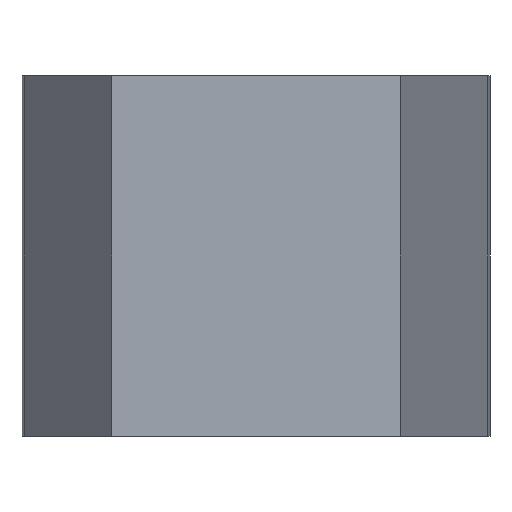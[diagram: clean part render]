
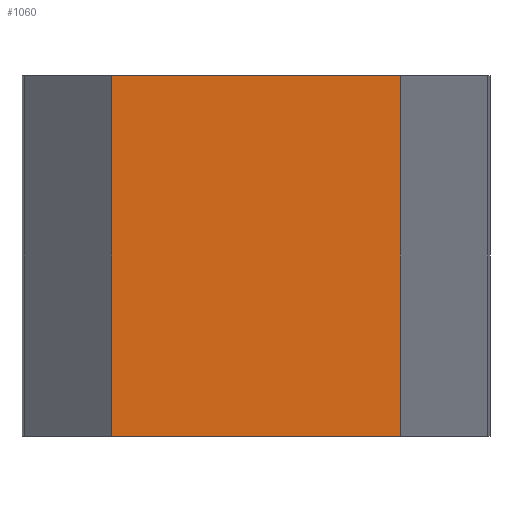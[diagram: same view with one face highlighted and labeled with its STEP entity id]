
A CAD part, left-side view. The second image highlights one B-rep face of the part: STEP entity #1060.
In plain terms, the highlighted planar face has unit normal (-1, 0, 0).
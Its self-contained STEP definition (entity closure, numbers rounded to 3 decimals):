
#14 = VERTEX_POINT ( 'NONE', #69 ) ;
#47 = DIRECTION ( 'NONE',  ( 0., -1., 0. ) ) ;
#69 = CARTESIAN_POINT ( 'NONE',  ( -184.256, -40., 50. ) ) ;
#81 = DIRECTION ( 'NONE',  ( 0., -1., 0. ) ) ;
#102 = FACE_OUTER_BOUND ( 'NONE', #1009, .T. ) ;
#168 = VECTOR ( 'NONE', #81, 1000. ) ;
#183 = CARTESIAN_POINT ( 'NONE',  ( -184.256, 40., 50. ) ) ;
#199 = CARTESIAN_POINT ( 'NONE',  ( -184.256, -40., 50. ) ) ;
#211 = ORIENTED_EDGE ( 'NONE', *, *, #223, .F. ) ;
#223 = EDGE_CURVE ( 'NONE', #14, #1226, #565, .T. ) ;
#230 = CARTESIAN_POINT ( 'NONE',  ( -184.256, 40., -50. ) ) ;
#319 = CARTESIAN_POINT ( 'NONE',  ( -184.256, -40., -50. ) ) ;
#345 = CARTESIAN_POINT ( 'NONE',  ( -184.256, 40., 50. ) ) ;
#353 = VERTEX_POINT ( 'NONE', #183 ) ;
#446 = PLANE ( 'NONE',  #1072 ) ;
#565 = LINE ( 'NONE', #199, #883 ) ;
#567 = EDGE_CURVE ( 'NONE', #353, #1211, #1159, .T. ) ;
#568 = CARTESIAN_POINT ( 'NONE',  ( -184.256, 40., 50. ) ) ;
#652 = CARTESIAN_POINT ( 'NONE',  ( -184.256, 40., -50. ) ) ;
#675 = ORIENTED_EDGE ( 'NONE', *, *, #567, .T. ) ;
#744 = DIRECTION ( 'NONE',  ( 0., 1., 0. ) ) ;
#792 = VECTOR ( 'NONE', #832, 1000. ) ;
#793 = EDGE_CURVE ( 'NONE', #1211, #1226, #1101, .T. ) ;
#799 = ORIENTED_EDGE ( 'NONE', *, *, #838, .F. ) ;
#805 = VECTOR ( 'NONE', #47, 1000. ) ;
#832 = DIRECTION ( 'NONE',  ( 0., 0., -1. ) ) ;
#838 = EDGE_CURVE ( 'NONE', #353, #14, #1140, .T. ) ;
#883 = VECTOR ( 'NONE', #1092, 1000. ) ;
#943 = DIRECTION ( 'NONE',  ( 1., 0., 0. ) ) ;
#1009 = EDGE_LOOP ( 'NONE', ( #1130, #211, #799, #675 ) ) ;
#1060 = ADVANCED_FACE ( 'NONE', ( #102 ), #446, .F. ) ;
#1072 = AXIS2_PLACEMENT_3D ( 'NONE', #345, #943, #744 ) ;
#1092 = DIRECTION ( 'NONE',  ( 0., 0., -1. ) ) ;
#1101 = LINE ( 'NONE', #652, #805 ) ;
#1122 = CARTESIAN_POINT ( 'NONE',  ( -184.256, 40., 50. ) ) ;
#1130 = ORIENTED_EDGE ( 'NONE', *, *, #793, .T. ) ;
#1140 = LINE ( 'NONE', #568, #168 ) ;
#1159 = LINE ( 'NONE', #1122, #792 ) ;
#1211 = VERTEX_POINT ( 'NONE', #230 ) ;
#1226 = VERTEX_POINT ( 'NONE', #319 ) ;
